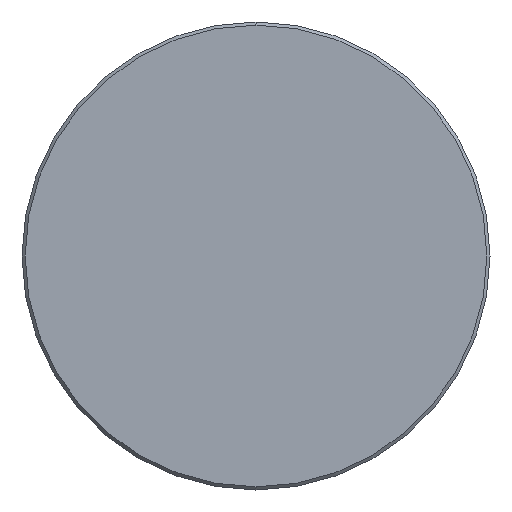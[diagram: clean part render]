
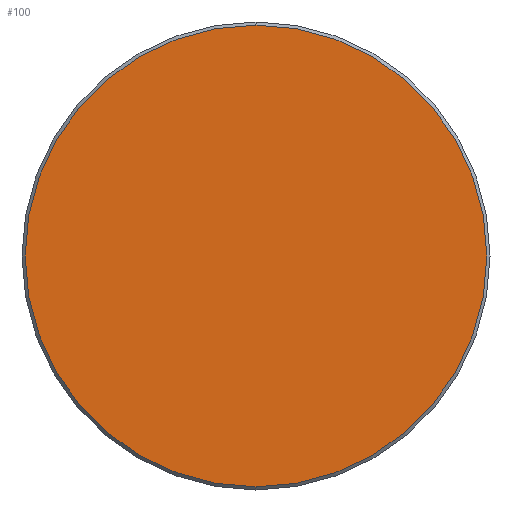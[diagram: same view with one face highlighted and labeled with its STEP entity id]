
A CAD part, left-side view. The second image highlights one B-rep face of the part: STEP entity #100.
In plain terms, the highlighted planar face has unit normal (-1, 0, 0).
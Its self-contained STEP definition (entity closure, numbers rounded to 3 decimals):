
#55 = DIRECTION ( 'NONE',  ( 0., 0., -1. ) ) ;
#62 = EDGE_LOOP ( 'NONE', ( #381, #666 ) ) ;
#66 = DIRECTION ( 'NONE',  ( -1., 0., 0. ) ) ;
#70 = CARTESIAN_POINT ( 'NONE',  ( 0., 0., 0. ) ) ;
#100 = ADVANCED_FACE ( 'NONE', ( #436 ), #117, .F. ) ;
#115 = EDGE_CURVE ( 'NONE', #386, #299, #282, .T. ) ;
#117 = PLANE ( 'NONE',  #454 ) ;
#177 = DIRECTION ( 'NONE',  ( 1., 0., 0. ) ) ;
#257 = EDGE_CURVE ( 'NONE', #299, #386, #595, .T. ) ;
#282 = CIRCLE ( 'NONE', #291, 21.7 ) ;
#288 = CARTESIAN_POINT ( 'NONE',  ( 0., 0., 0. ) ) ;
#291 = AXIS2_PLACEMENT_3D ( 'NONE', #288, #295, #357 ) ;
#295 = DIRECTION ( 'NONE',  ( -1., 0., 0. ) ) ;
#299 = VERTEX_POINT ( 'NONE', #735 ) ;
#357 = DIRECTION ( 'NONE',  ( 0., 0., 1. ) ) ;
#381 = ORIENTED_EDGE ( 'NONE', *, *, #257, .T. ) ;
#386 = VERTEX_POINT ( 'NONE', #570 ) ;
#414 = AXIS2_PLACEMENT_3D ( 'NONE', #70, #66, #738 ) ;
#436 = FACE_OUTER_BOUND ( 'NONE', #62, .T. ) ;
#454 = AXIS2_PLACEMENT_3D ( 'NONE', #662, #177, #55 ) ;
#570 = CARTESIAN_POINT ( 'NONE',  ( 0., 0., 21.7 ) ) ;
#595 = CIRCLE ( 'NONE', #414, 21.7 ) ;
#662 = CARTESIAN_POINT ( 'NONE',  ( 0., 0., 0. ) ) ;
#666 = ORIENTED_EDGE ( 'NONE', *, *, #115, .T. ) ;
#735 = CARTESIAN_POINT ( 'NONE',  ( 0., 0., -21.7 ) ) ;
#738 = DIRECTION ( 'NONE',  ( 0., 0., 1. ) ) ;
